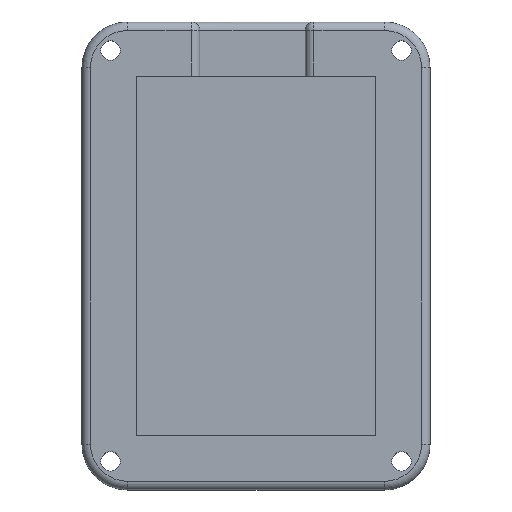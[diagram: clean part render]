
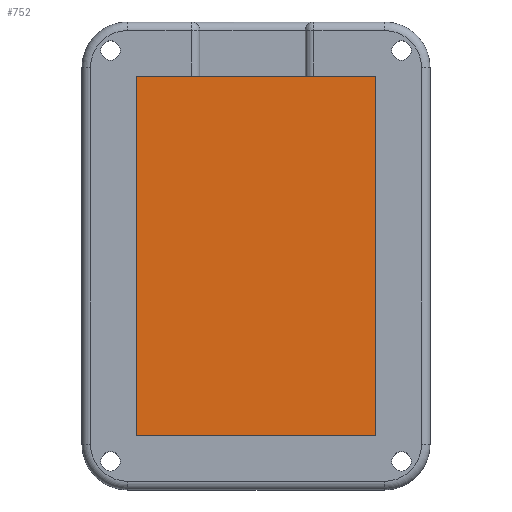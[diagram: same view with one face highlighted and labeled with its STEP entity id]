
A CAD part, top view. The second image highlights one B-rep face of the part: STEP entity #752.
In plain terms, the highlighted planar face has unit normal (0, 0, 1).
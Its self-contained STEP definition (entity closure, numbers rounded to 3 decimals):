
#94=PLANE('',#848);
#132=FACE_OUTER_BOUND('',#182,.T.);
#182=EDGE_LOOP('',(#633,#634,#635,#636));
#236=LINE('',#1225,#294);
#252=LINE('',#1294,#310);
#253=LINE('',#1296,#311);
#254=LINE('',#1297,#312);
#294=VECTOR('',#964,10.);
#310=VECTOR('',#1058,10.);
#311=VECTOR('',#1059,10.);
#312=VECTOR('',#1060,10.);
#360=VERTEX_POINT('',#1222);
#361=VERTEX_POINT('',#1224);
#375=VERTEX_POINT('',#1293);
#376=VERTEX_POINT('',#1295);
#434=EDGE_CURVE('',#360,#361,#236,.T.);
#468=EDGE_CURVE('',#375,#360,#252,.T.);
#469=EDGE_CURVE('',#376,#375,#253,.T.);
#470=EDGE_CURVE('',#361,#376,#254,.T.);
#633=ORIENTED_EDGE('',*,*,#468,.F.);
#634=ORIENTED_EDGE('',*,*,#469,.F.);
#635=ORIENTED_EDGE('',*,*,#470,.F.);
#636=ORIENTED_EDGE('',*,*,#434,.F.);
#752=ADVANCED_FACE('',(#132),#94,.T.);
#848=AXIS2_PLACEMENT_3D('',#1292,#1056,#1057);
#964=DIRECTION('',(1.,0.,0.));
#1056=DIRECTION('center_axis',(0.,0.,1.));
#1057=DIRECTION('ref_axis',(1.,0.,0.));
#1058=DIRECTION('',(0.,1.,0.));
#1059=DIRECTION('',(-1.,0.,0.));
#1060=DIRECTION('',(0.,-1.,0.));
#1222=CARTESIAN_POINT('',(0.,63.,3.));
#1224=CARTESIAN_POINT('',(42.,63.,3.));
#1225=CARTESIAN_POINT('',(10.5,63.,3.));
#1292=CARTESIAN_POINT('Origin',(21.,31.5,3.));
#1293=CARTESIAN_POINT('',(0.,0.,3.));
#1294=CARTESIAN_POINT('',(0.,15.75,3.));
#1295=CARTESIAN_POINT('',(42.,0.,3.));
#1296=CARTESIAN_POINT('',(31.5,0.,3.));
#1297=CARTESIAN_POINT('',(42.,47.25,3.));
